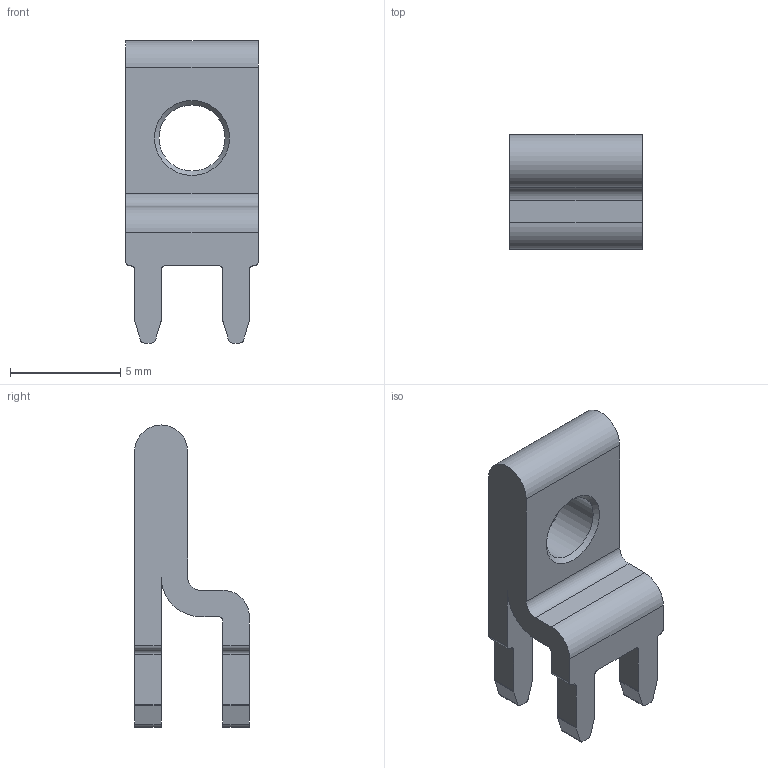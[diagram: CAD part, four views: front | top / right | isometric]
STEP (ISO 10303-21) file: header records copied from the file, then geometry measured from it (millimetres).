
FILE_DESCRIPTION(('FreeCAD Model'),'2;1');
FILE_NAME('Open CASCADE Shape Model','2025-01-03T19:43:30',(''),(''), 'Open CASCADE STEP processor 7.7','FreeCAD','Unknown');
FILE_SCHEMA(('AUTOMOTIVE_DESIGN { 1 0 10303 214 1 1 1 1 }'));
Length unit declared in the file: millimetre
Products named in the file (1): Body
Bounding box: 6 x 5.2 x 13.7 mm (x, y, z)
Volume: 159.2 mm3; surface area: 328.2 mm2
Topology: 1 solids, 1 shells, 71 faces, 205 edges, 136 vertices
Faces by surface type: plane 35, cylinder 34, cone 2
Full cylindrical faces by diameter (mm): 3 x1
Entity records: 5131 total; most frequent: CARTESIAN_POINT 997, DIRECTION 800, LINE 477, VECTOR 477, ORIENTED_EDGE 410, PCURVE 410, DEFINITIONAL_REPRESENTATION 410, EDGE_CURVE 205
